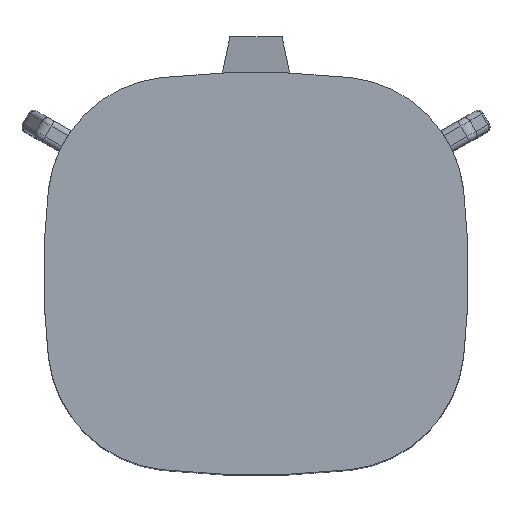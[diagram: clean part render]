
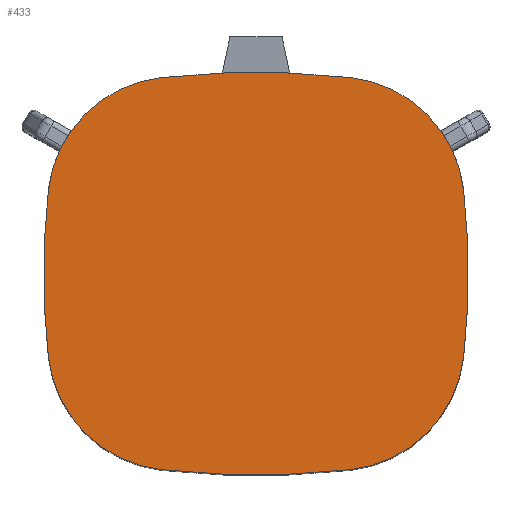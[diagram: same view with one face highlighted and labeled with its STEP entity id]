
A CAD part, top view. The second image highlights one B-rep face of the part: STEP entity #433.
In plain terms, the highlighted planar face has unit normal (0, 0, 1).
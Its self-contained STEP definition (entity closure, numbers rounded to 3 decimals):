
#135=CIRCLE('',#2762,38.18);
#191=CIRCLE('',#2915,31.675);
#199=CIRCLE('',#2930,5.668);
#200=CIRCLE('',#2933,31.675);
#201=CIRCLE('',#2935,5.668);
#202=CIRCLE('',#2941,5.668);
#203=CIRCLE('',#2945,38.18);
#204=CIRCLE('',#2947,5.668);
#433=ADVANCED_FACE('',(#642),#494,.T.);
#494=PLANE('',#2984);
#642=FACE_OUTER_BOUND('',#803,.T.);
#803=EDGE_LOOP('',(#1598,#1599,#1600,#1601,#1602,#1603,#1604,#1605));
#1598=ORIENTED_EDGE('',*,*,#2201,.F.);
#1599=ORIENTED_EDGE('',*,*,#2002,.T.);
#1600=ORIENTED_EDGE('',*,*,#2210,.T.);
#1601=ORIENTED_EDGE('',*,*,#2177,.T.);
#1602=ORIENTED_EDGE('',*,*,#2218,.T.);
#1603=ORIENTED_EDGE('',*,*,#2216,.T.);
#1604=ORIENTED_EDGE('',*,*,#2194,.F.);
#1605=ORIENTED_EDGE('',*,*,#2200,.F.);
#1735=VERTEX_POINT('',#4141);
#1736=VERTEX_POINT('',#4142);
#1829=VERTEX_POINT('',#4690);
#1830=VERTEX_POINT('',#4692);
#1836=VERTEX_POINT('',#4721);
#1837=VERTEX_POINT('',#4723);
#1840=VERTEX_POINT('',#4733);
#1847=VERTEX_POINT('',#4882);
#2002=EDGE_CURVE('',#1735,#1736,#135,.T.);
#2177=EDGE_CURVE('',#1830,#1829,#191,.T.);
#2194=EDGE_CURVE('',#1836,#1837,#199,.T.);
#2200=EDGE_CURVE('',#1840,#1836,#200,.T.);
#2201=EDGE_CURVE('',#1735,#1840,#201,.T.);
#2210=EDGE_CURVE('',#1736,#1830,#202,.T.);
#2216=EDGE_CURVE('',#1847,#1837,#203,.T.);
#2218=EDGE_CURVE('',#1829,#1847,#204,.T.);
#2762=AXIS2_PLACEMENT_3D('',#4140,#3257,#3258);
#2915=AXIS2_PLACEMENT_3D('',#4691,#3663,#3664);
#2930=AXIS2_PLACEMENT_3D('',#4722,#3702,#3703);
#2933=AXIS2_PLACEMENT_3D('',#4734,#3713,#3714);
#2935=AXIS2_PLACEMENT_3D('',#4736,#3717,#3718);
#2941=AXIS2_PLACEMENT_3D('',#4868,#3732,#3733);
#2945=AXIS2_PLACEMENT_3D('',#4881,#3745,#3746);
#2947=AXIS2_PLACEMENT_3D('',#4885,#3750,#3751);
#2984=AXIS2_PLACEMENT_3D('',#4948,#3830,#3831);
#3257=DIRECTION('',(0.,0.,1.));
#3258=DIRECTION('',(1.,0.,0.));
#3663=DIRECTION('',(0.,0.,1.));
#3664=DIRECTION('',(1.,0.,0.));
#3702=DIRECTION('',(0.,0.,-1.));
#3703=DIRECTION('',(-1.,0.,0.));
#3713=DIRECTION('',(0.,0.,-1.));
#3714=DIRECTION('',(-1.,0.,0.));
#3717=DIRECTION('',(0.,0.,-1.));
#3718=DIRECTION('',(-1.,0.,0.));
#3732=DIRECTION('',(0.,0.,1.));
#3733=DIRECTION('',(1.,0.,0.));
#3745=DIRECTION('',(0.,0.,1.));
#3746=DIRECTION('',(1.,0.,0.));
#3750=DIRECTION('',(0.,0.,1.));
#3751=DIRECTION('',(1.,0.,0.));
#3830=DIRECTION('',(0.,0.,1.));
#3831=DIRECTION('',(-1.,0.,0.));
#4140=CARTESIAN_POINT('',(0.,-29.264,2.5));
#4141=CARTESIAN_POINT('',(4.19,8.685,2.5));
#4142=CARTESIAN_POINT('',(-4.19,8.685,2.5));
#4690=CARTESIAN_POINT('',(-9.197,-3.716,2.5));
#4691=CARTESIAN_POINT('',(22.26,0.,2.5));
#4692=CARTESIAN_POINT('',(-9.197,3.716,2.5));
#4721=CARTESIAN_POINT('',(9.197,-3.716,2.5));
#4722=CARTESIAN_POINT('',(3.568,-3.051,2.5));
#4723=CARTESIAN_POINT('',(4.19,-8.685,2.5));
#4733=CARTESIAN_POINT('',(9.197,3.716,2.5));
#4734=CARTESIAN_POINT('',(-22.26,0.,2.5));
#4736=CARTESIAN_POINT('',(3.568,3.051,2.5));
#4868=CARTESIAN_POINT('',(-3.568,3.051,2.5));
#4881=CARTESIAN_POINT('',(0.,29.264,2.5));
#4882=CARTESIAN_POINT('',(-4.19,-8.685,2.5));
#4885=CARTESIAN_POINT('',(-3.568,-3.051,2.5));
#4948=CARTESIAN_POINT('',(1.504,1.227,2.5));
